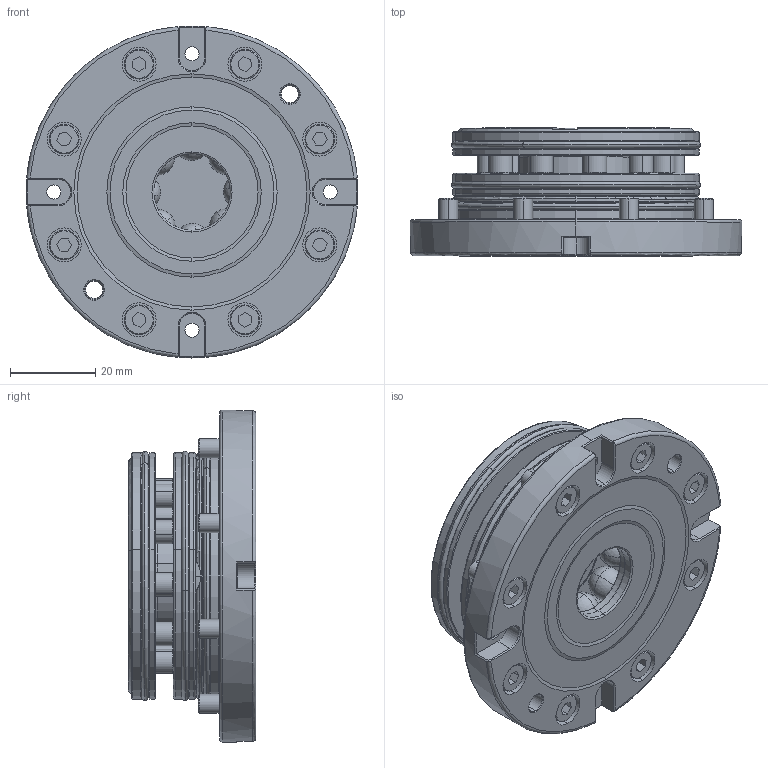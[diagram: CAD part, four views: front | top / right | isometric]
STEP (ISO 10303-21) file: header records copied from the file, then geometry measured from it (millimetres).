
FILE_DESCRIPTION (( 'STEP AP214' ), '1' );
FILE_NAME ('LQNCD-5.STEP', '2020-09-11T10:09:08', ( 'Dell' ), ( 'Dell' ), 'SwSTEP 2.0', 'SolidWorks 2018', '' );
FILE_SCHEMA (( 'AUTOMOTIVE_DESIGN' ));
Length unit declared in the file: millimetre
Products named in the file (1): LQNCD-5
Bounding box: 78 x 30 x 78 mm (x, y, z)
Volume: 82203.7 mm3; surface area: 30067 mm2
Topology: 13 solids, 13 shells, 608 faces, 1416 edges, 889 vertices
Faces by surface type: plane 231, cylinder 136, torus 98, cone 95, sphere 32, bspline 16
Entity records: 20251 total; most frequent: CARTESIAN_POINT 5940, DIRECTION 3141, ORIENTED_EDGE 2784, EDGE_CURVE 1392, AXIS2_PLACEMENT_3D 1272, VERTEX_POINT 881, EDGE_LOOP 721, CIRCLE 679
